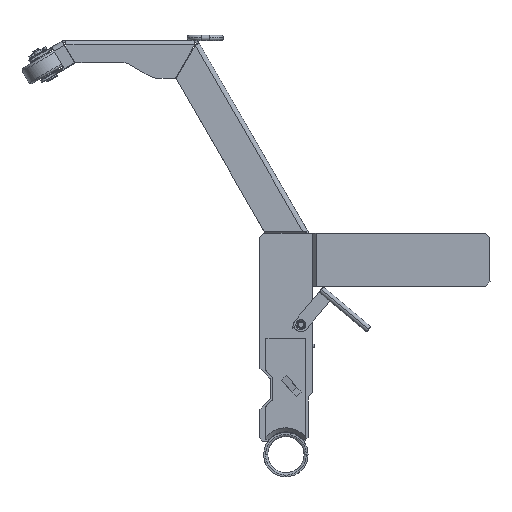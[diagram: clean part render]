
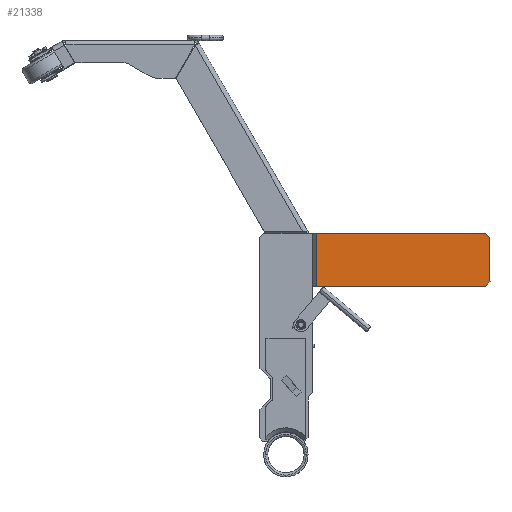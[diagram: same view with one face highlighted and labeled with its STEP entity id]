
A CAD part, front view. The second image highlights one B-rep face of the part: STEP entity #21338.
In plain terms, the highlighted free-form (B-spline) face has degree [1, 1] with [2, 2] control points.
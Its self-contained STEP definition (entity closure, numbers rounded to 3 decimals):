
#21338 = ADVANCED_FACE('',(#21339),#21383,.T.);
#21339 = FACE_BOUND('',#21340,.T.);
#21340 = EDGE_LOOP('',(#21341,#21350,#21357,#21364,#21371,#21378));
#21341 = ORIENTED_EDGE('',*,*,#21342,.T.);
#21342 = EDGE_CURVE('',#21343,#21345,#21347,.T.);
#21343 = VERTEX_POINT('',#21344);
#21344 = CARTESIAN_POINT('',(55.671,-51.313,
    382.395));
#21345 = VERTEX_POINT('',#21346);
#21346 = CARTESIAN_POINT('',(55.671,-51.313,
    284.714));
#21347 = B_SPLINE_CURVE_WITH_KNOTS('',1,(#21348,#21349),.UNSPECIFIED.,
  .F.,.F.,(2,2),(-120.,0.),.PIECEWISE_BEZIER_KNOTS.);
#21348 = CARTESIAN_POINT('',(55.671,-51.313,
    382.395));
#21349 = CARTESIAN_POINT('',(55.671,-51.313,
    284.714));
#21350 = ORIENTED_EDGE('',*,*,#21351,.T.);
#21351 = EDGE_CURVE('',#21345,#21352,#21354,.T.);
#21352 = VERTEX_POINT('',#21353);
#21353 = CARTESIAN_POINT('',(366.712,-51.313,
    284.714));
#21354 = B_SPLINE_CURVE_WITH_KNOTS('',1,(#21355,#21356),.UNSPECIFIED.,
  .F.,.F.,(2,2),(8.391,390.5),.PIECEWISE_BEZIER_KNOTS.);
#21355 = CARTESIAN_POINT('',(55.671,-51.313,
    284.714));
#21356 = CARTESIAN_POINT('',(366.712,-51.313,
    284.714));
#21357 = ORIENTED_EDGE('',*,*,#21358,.T.);
#21358 = EDGE_CURVE('',#21352,#21359,#21361,.T.);
#21359 = VERTEX_POINT('',#21360);
#21360 = CARTESIAN_POINT('',(374.852,-51.313,
    292.854));
#21361 = B_SPLINE_CURVE_WITH_KNOTS('',1,(#21362,#21363),.UNSPECIFIED.,
  .F.,.F.,(2,2),(0.,14.142),.PIECEWISE_BEZIER_KNOTS.);
#21362 = CARTESIAN_POINT('',(366.712,-51.313,
    284.714));
#21363 = CARTESIAN_POINT('',(374.852,-51.313,
    292.854));
#21364 = ORIENTED_EDGE('',*,*,#21365,.T.);
#21365 = EDGE_CURVE('',#21359,#21366,#21368,.T.);
#21366 = VERTEX_POINT('',#21367);
#21367 = CARTESIAN_POINT('',(374.852,-51.313,
    374.255));
#21368 = B_SPLINE_CURVE_WITH_KNOTS('',1,(#21369,#21370),.UNSPECIFIED.,
  .F.,.F.,(2,2),(10.,110.),.PIECEWISE_BEZIER_KNOTS.);
#21369 = CARTESIAN_POINT('',(374.852,-51.313,
    292.854));
#21370 = CARTESIAN_POINT('',(374.852,-51.313,
    374.255));
#21371 = ORIENTED_EDGE('',*,*,#21372,.T.);
#21372 = EDGE_CURVE('',#21366,#21373,#21375,.T.);
#21373 = VERTEX_POINT('',#21374);
#21374 = CARTESIAN_POINT('',(366.712,-51.313,
    382.395));
#21375 = B_SPLINE_CURVE_WITH_KNOTS('',1,(#21376,#21377),.UNSPECIFIED.,
  .F.,.F.,(2,2),(-0.,14.142),.PIECEWISE_BEZIER_KNOTS.);
#21376 = CARTESIAN_POINT('',(374.852,-51.313,
    374.255));
#21377 = CARTESIAN_POINT('',(366.712,-51.313,
    382.395));
#21378 = ORIENTED_EDGE('',*,*,#21379,.T.);
#21379 = EDGE_CURVE('',#21373,#21343,#21380,.T.);
#21380 = B_SPLINE_CURVE_WITH_KNOTS('',1,(#21381,#21382),.UNSPECIFIED.,
  .F.,.F.,(2,2),(-390.5,-8.391),.PIECEWISE_BEZIER_KNOTS.);
#21381 = CARTESIAN_POINT('',(366.712,-51.313,
    382.395));
#21382 = CARTESIAN_POINT('',(55.671,-51.313,
    382.395));
#21383 = B_SPLINE_SURFACE_WITH_KNOTS('',1,1,(
    (#21384,#21385)
    ,(#21386,#21387
    )),.UNSPECIFIED.,.F.,.F.,.F.,(2,2),(2,2),(-400.5,-8.391),(
    -120.,0.),.PIECEWISE_BEZIER_KNOTS.);
#21384 = CARTESIAN_POINT('',(374.852,-51.313,
    382.395));
#21385 = CARTESIAN_POINT('',(374.852,-51.313,
    284.714));
#21386 = CARTESIAN_POINT('',(55.671,-51.313,
    382.395));
#21387 = CARTESIAN_POINT('',(55.671,-51.313,
    284.714));
